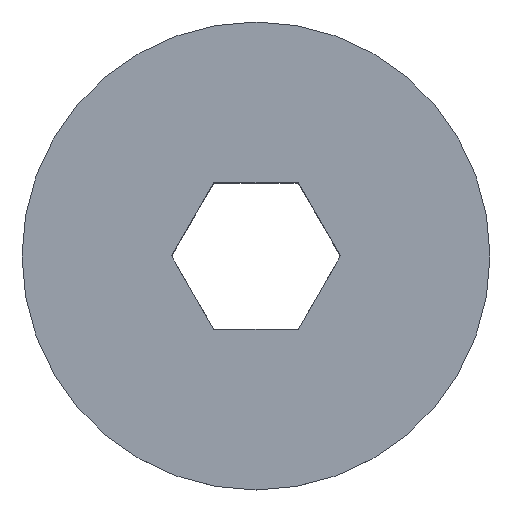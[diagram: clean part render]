
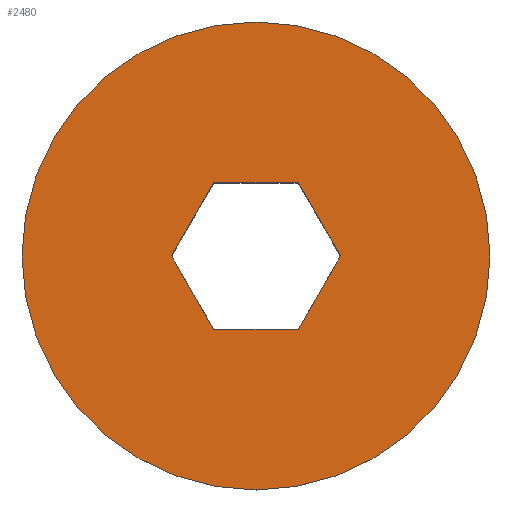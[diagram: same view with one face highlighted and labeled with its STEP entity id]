
A CAD part, top view. The second image highlights one B-rep face of the part: STEP entity #2480.
In plain terms, the highlighted planar face has unit normal (0, 0, 1).
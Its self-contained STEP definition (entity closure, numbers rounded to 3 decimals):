
#105 = VECTOR ( 'NONE', #2569, 1000. ) ;
#153 = CARTESIAN_POINT ( 'NONE',  ( 1.443, 2.5, 8. ) ) ;
#262 = ORIENTED_EDGE ( 'NONE', *, *, #4981, .F. ) ;
#447 = CIRCLE ( 'NONE', #2455, 8. ) ;
#568 = DIRECTION ( 'NONE',  ( 0., 0., 1. ) ) ;
#1032 = CARTESIAN_POINT ( 'NONE',  ( -8., 0., 8. ) ) ;
#1097 = CARTESIAN_POINT ( 'NONE',  ( 2.887, 0., 8. ) ) ;
#1111 = CARTESIAN_POINT ( 'NONE',  ( 0., 0., 8. ) ) ;
#1228 = VERTEX_POINT ( 'NONE', #1032 ) ;
#1599 = EDGE_CURVE ( 'NONE', #8557, #11893, #13061, .T. ) ;
#2123 = ORIENTED_EDGE ( 'NONE', *, *, #7791, .F. ) ;
#2455 = AXIS2_PLACEMENT_3D ( 'NONE', #1111, #13816, #6162 ) ;
#2480 = ADVANCED_FACE ( 'NONE', ( #4846, #12412 ), #9315, .T. ) ;
#2569 = DIRECTION ( 'NONE',  ( -0.5, 0.866, 0. ) ) ;
#2655 = EDGE_CURVE ( 'NONE', #16413, #1228, #447, .T. ) ;
#3607 = VECTOR ( 'NONE', #10364, 1000. ) ;
#4022 = CARTESIAN_POINT ( 'NONE',  ( -1.443, 2.5, 8. ) ) ;
#4260 = CARTESIAN_POINT ( 'NONE',  ( 0., 0., 8. ) ) ;
#4383 = VERTEX_POINT ( 'NONE', #7578 ) ;
#4485 = DIRECTION ( 'NONE',  ( -1., 0., 0. ) ) ;
#4720 = CARTESIAN_POINT ( 'NONE',  ( 8., 0., 8. ) ) ;
#4735 = AXIS2_PLACEMENT_3D ( 'NONE', #4260, #568, #14503 ) ;
#4846 = FACE_BOUND ( 'NONE', #8624, .T. ) ;
#4853 = EDGE_CURVE ( 'NONE', #4383, #12319, #8382, .T. ) ;
#4981 = EDGE_CURVE ( 'NONE', #12225, #4383, #10779, .T. ) ;
#5517 = ORIENTED_EDGE ( 'NONE', *, *, #15044, .F. ) ;
#6162 = DIRECTION ( 'NONE',  ( -1., 0., 0. ) ) ;
#6172 = DIRECTION ( 'NONE',  ( 0.5, -0.866, 0. ) ) ;
#6263 = VECTOR ( 'NONE', #14378, 1000. ) ;
#6347 = CARTESIAN_POINT ( 'NONE',  ( -1.443, -2.5, 8. ) ) ;
#6732 = DIRECTION ( 'NONE',  ( -1., 0., 0. ) ) ;
#7457 = VECTOR ( 'NONE', #4485, 1000. ) ;
#7578 = CARTESIAN_POINT ( 'NONE',  ( -2.887, 0., 8. ) ) ;
#7791 = EDGE_CURVE ( 'NONE', #1228, #16413, #9289, .T. ) ;
#7870 = CARTESIAN_POINT ( 'NONE',  ( 2.887, 0., 8. ) ) ;
#7954 = CARTESIAN_POINT ( 'NONE',  ( 1.443, -2.5, 8. ) ) ;
#7962 = CARTESIAN_POINT ( 'NONE',  ( 0., 0., 8. ) ) ;
#7980 = VECTOR ( 'NONE', #6172, 1000. ) ;
#8100 = ORIENTED_EDGE ( 'NONE', *, *, #1599, .F. ) ;
#8322 = CARTESIAN_POINT ( 'NONE',  ( -1.443, -2.5, 8. ) ) ;
#8382 = LINE ( 'NONE', #10023, #7980 ) ;
#8557 = VERTEX_POINT ( 'NONE', #7954 ) ;
#8576 = CARTESIAN_POINT ( 'NONE',  ( -1.443, 2.5, 8. ) ) ;
#8624 = EDGE_LOOP ( 'NONE', ( #13447, #8772, #262, #15740, #5517, #8100 ) ) ;
#8772 = ORIENTED_EDGE ( 'NONE', *, *, #4853, .F. ) ;
#9237 = AXIS2_PLACEMENT_3D ( 'NONE', #7962, #11812, #6732 ) ;
#9289 = CIRCLE ( 'NONE', #9237, 8. ) ;
#9315 = PLANE ( 'NONE',  #4735 ) ;
#9520 = EDGE_LOOP ( 'NONE', ( #2123, #10712 ) ) ;
#10023 = CARTESIAN_POINT ( 'NONE',  ( -2.887, 0., 8. ) ) ;
#10364 = DIRECTION ( 'NONE',  ( -0.5, -0.866, 0. ) ) ;
#10677 = LINE ( 'NONE', #12041, #7457 ) ;
#10684 = LINE ( 'NONE', #8322, #12869 ) ;
#10712 = ORIENTED_EDGE ( 'NONE', *, *, #2655, .F. ) ;
#10779 = LINE ( 'NONE', #4022, #3607 ) ;
#11001 = DIRECTION ( 'NONE',  ( 1., 0., 0. ) ) ;
#11812 = DIRECTION ( 'NONE',  ( 0., 0., -1. ) ) ;
#11893 = VERTEX_POINT ( 'NONE', #1097 ) ;
#12041 = CARTESIAN_POINT ( 'NONE',  ( 1.443, 2.5, 8. ) ) ;
#12225 = VERTEX_POINT ( 'NONE', #8576 ) ;
#12252 = LINE ( 'NONE', #7870, #105 ) ;
#12319 = VERTEX_POINT ( 'NONE', #6347 ) ;
#12412 = FACE_OUTER_BOUND ( 'NONE', #9520, .T. ) ;
#12869 = VECTOR ( 'NONE', #11001, 1000. ) ;
#13061 = LINE ( 'NONE', #14206, #6263 ) ;
#13447 = ORIENTED_EDGE ( 'NONE', *, *, #14230, .F. ) ;
#13816 = DIRECTION ( 'NONE',  ( 0., 0., -1. ) ) ;
#14206 = CARTESIAN_POINT ( 'NONE',  ( 1.443, -2.5, 8. ) ) ;
#14230 = EDGE_CURVE ( 'NONE', #12319, #8557, #10684, .T. ) ;
#14378 = DIRECTION ( 'NONE',  ( 0.5, 0.866, 0. ) ) ;
#14503 = DIRECTION ( 'NONE',  ( 1., 0., 0. ) ) ;
#15044 = EDGE_CURVE ( 'NONE', #11893, #15892, #12252, .T. ) ;
#15145 = EDGE_CURVE ( 'NONE', #15892, #12225, #10677, .T. ) ;
#15740 = ORIENTED_EDGE ( 'NONE', *, *, #15145, .F. ) ;
#15892 = VERTEX_POINT ( 'NONE', #153 ) ;
#16413 = VERTEX_POINT ( 'NONE', #4720 ) ;
